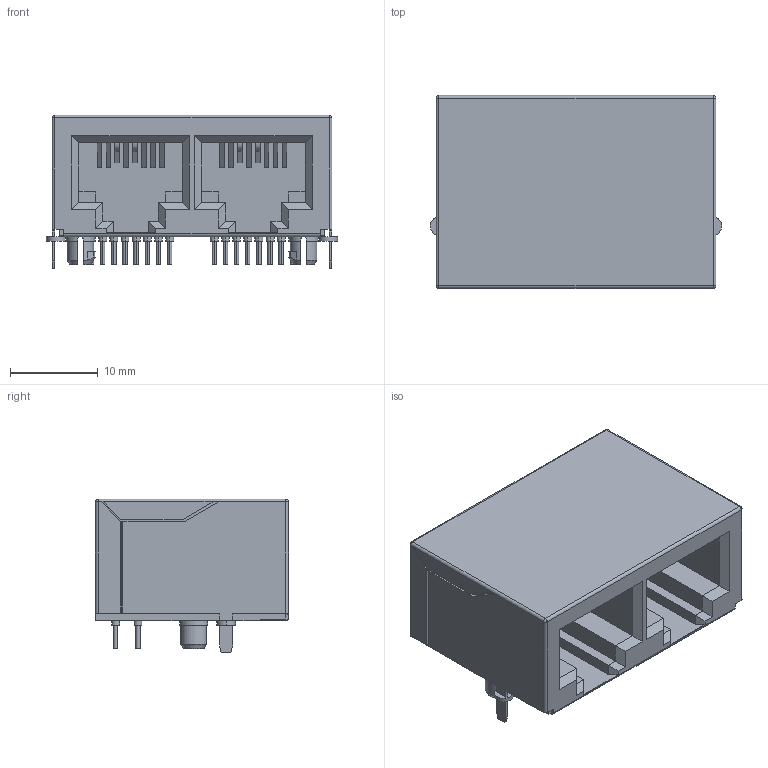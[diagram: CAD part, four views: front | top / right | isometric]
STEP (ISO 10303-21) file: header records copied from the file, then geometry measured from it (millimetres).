
FILE_DESCRIPTION(('Creo Elements/Direct Modeling STEP Export'),'2;1');
FILE_NAME('model.stp','2019-01-14T17:42:38',(''),(''),'Creo Elements/Direct Modeling STEP processor for AP214 (Solid Model)','Creo Elements/Direct Modeling 18.1I 14-Aug-2016 (C) Parametric Technology GmbH','');
FILE_SCHEMA(('AUTOMOTIVE_DESIGN { 1 0 10303 214 1 1 1 1 }'));
Length unit declared in the file: millimetre
Products named in the file (2): VS-08-BU-RJ45_LP-2.1; VS-08-BU-RJ45_LP-2
Assembly tree (1 placements, depth 2):
  VS-08-BU-RJ45_LP-2
    VS-08-BU-RJ45_LP-2.1
Bounding box: 33.15 x 21.97 x 17.5 mm (x, y, z)
Volume: 7422.1 mm3; surface area: 4307.6 mm2
Topology: 1 solids, 1 shells, 361 faces, 923 edges, 598 vertices
Faces by surface type: plane 246, cylinder 107, cone 4, sphere 4
Entity records: 13905 total; most frequent: CARTESIAN_POINT 2385, ORIENTED_EDGE 1838, DIRECTION 1647, EDGE_CURVE 919, VECTOR 669, LINE 669, VERTEX_POINT 598, AXIS2_PLACEMENT_3D 489
